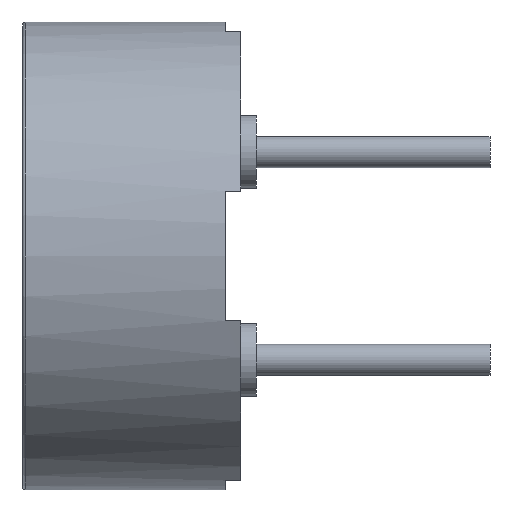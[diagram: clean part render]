
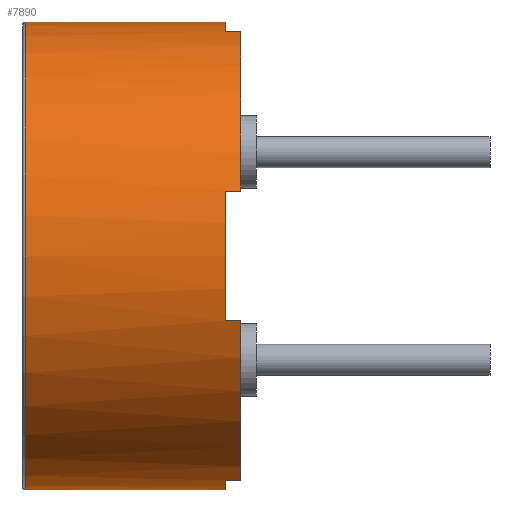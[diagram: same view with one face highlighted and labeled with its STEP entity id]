
A CAD part, left-side view. The second image highlights one B-rep face of the part: STEP entity #7890.
In plain terms, the highlighted cylindrical face has radius 4.5 mm (diameter 9 mm), a partial arc.
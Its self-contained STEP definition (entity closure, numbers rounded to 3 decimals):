
#35 = ORIENTED_EDGE ( 'NONE', *, *, #2250, .F. ) ;
#130 = CARTESIAN_POINT ( 'NONE',  ( 0., 0.3, 0. ) ) ;
#218 = VERTEX_POINT ( 'NONE', #5582 ) ;
#283 = CARTESIAN_POINT ( 'NONE',  ( 0., 0.3, 0. ) ) ;
#298 = VERTEX_POINT ( 'NONE', #2604 ) ;
#368 = DIRECTION ( 'NONE',  ( 0., 1., 0. ) ) ;
#402 = CARTESIAN_POINT ( 'NONE',  ( -4.323, 0., 1.25 ) ) ;
#445 = CARTESIAN_POINT ( 'NONE',  ( 0., 0.3, 0. ) ) ;
#455 = CARTESIAN_POINT ( 'NONE',  ( 0., 0., 0. ) ) ;
#629 = CIRCLE ( 'NONE', #2731, 4.5 ) ;
#720 = ORIENTED_EDGE ( 'NONE', *, *, #1583, .F. ) ;
#723 = LINE ( 'NONE', #5274, #5537 ) ;
#761 = DIRECTION ( 'NONE',  ( 0., 0., -1. ) ) ;
#911 = DIRECTION ( 'NONE',  ( 0., 0., -1. ) ) ;
#920 = CIRCLE ( 'NONE', #3662, 4.5 ) ;
#933 = FACE_OUTER_BOUND ( 'NONE', #4330, .T. ) ;
#1023 = EDGE_CURVE ( 'NONE', #7305, #5754, #5832, .T. ) ;
#1060 = EDGE_CURVE ( 'NONE', #5991, #218, #5633, .T. ) ;
#1067 = DIRECTION ( 'NONE',  ( 0., 0., -1. ) ) ;
#1098 = ORIENTED_EDGE ( 'NONE', *, *, #1281, .T. ) ;
#1110 = LINE ( 'NONE', #6650, #6110 ) ;
#1236 = CARTESIAN_POINT ( 'NONE',  ( -4.323, 0., -1.25 ) ) ;
#1281 = EDGE_CURVE ( 'NONE', #7247, #3157, #629, .T. ) ;
#1284 = DIRECTION ( 'NONE',  ( 0., -1., 0. ) ) ;
#1348 = AXIS2_PLACEMENT_3D ( 'NONE', #283, #4678, #911 ) ;
#1452 = CARTESIAN_POINT ( 'NONE',  ( 0., 0.3, -4.5 ) ) ;
#1583 = EDGE_CURVE ( 'NONE', #6370, #298, #723, .T. ) ;
#1619 = CARTESIAN_POINT ( 'NONE',  ( 0., 0., 0. ) ) ;
#1740 = EDGE_CURVE ( 'NONE', #298, #5991, #7868, .T. ) ;
#1774 = CIRCLE ( 'NONE', #1348, 4.5 ) ;
#1789 = ORIENTED_EDGE ( 'NONE', *, *, #4443, .T. ) ;
#1879 = DIRECTION ( 'NONE',  ( 0., -1., 0. ) ) ;
#1973 = EDGE_CURVE ( 'NONE', #3761, #2426, #3754, .T. ) ;
#2170 = VERTEX_POINT ( 'NONE', #7037 ) ;
#2197 = VECTOR ( 'NONE', #7614, 1000. ) ;
#2250 = EDGE_CURVE ( 'NONE', #5754, #2426, #1110, .T. ) ;
#2263 = DIRECTION ( 'NONE',  ( 0., 0., -1. ) ) ;
#2283 = EDGE_CURVE ( 'NONE', #6370, #6140, #920, .T. ) ;
#2426 = VERTEX_POINT ( 'NONE', #7002 ) ;
#2457 = DIRECTION ( 'NONE',  ( 0., -1., 0. ) ) ;
#2604 = CARTESIAN_POINT ( 'NONE',  ( -1.25, 0., 4.323 ) ) ;
#2688 = CARTESIAN_POINT ( 'NONE',  ( -1.25, 0., -4.323 ) ) ;
#2708 = VECTOR ( 'NONE', #3049, 1000. ) ;
#2731 = AXIS2_PLACEMENT_3D ( 'NONE', #6190, #2457, #6816 ) ;
#2787 = LINE ( 'NONE', #1236, #7167 ) ;
#2935 = DIRECTION ( 'NONE',  ( 0., 1., 0. ) ) ;
#2997 = AXIS2_PLACEMENT_3D ( 'NONE', #5642, #1879, #6254 ) ;
#3049 = DIRECTION ( 'NONE',  ( 0., -1., 0. ) ) ;
#3157 = VERTEX_POINT ( 'NONE', #6058 ) ;
#3193 = ORIENTED_EDGE ( 'NONE', *, *, #3428, .F. ) ;
#3240 = CARTESIAN_POINT ( 'NONE',  ( 0., 0., 4.5 ) ) ;
#3342 = EDGE_CURVE ( 'NONE', #2170, #7305, #2787, .T. ) ;
#3428 = EDGE_CURVE ( 'NONE', #7247, #6140, #3845, .T. ) ;
#3662 = AXIS2_PLACEMENT_3D ( 'NONE', #445, #4836, #1067 ) ;
#3754 = CIRCLE ( 'NONE', #5085, 4.5 ) ;
#3761 = VERTEX_POINT ( 'NONE', #1452 ) ;
#3845 = LINE ( 'NONE', #3240, #2197 ) ;
#4179 = ORIENTED_EDGE ( 'NONE', *, *, #1023, .F. ) ;
#4330 = EDGE_LOOP ( 'NONE', ( #3193, #1098, #7645, #5937, #35, #4179, #5794, #1789, #6560, #6181, #720, #7155 ) ) ;
#4443 = EDGE_CURVE ( 'NONE', #2170, #218, #1774, .T. ) ;
#4513 = DIRECTION ( 'NONE',  ( 0., 1., 0. ) ) ;
#4678 = DIRECTION ( 'NONE',  ( 0., 1., 0. ) ) ;
#4836 = DIRECTION ( 'NONE',  ( 0., 1., 0. ) ) ;
#4849 = DIRECTION ( 'NONE',  ( 0., 0., -1. ) ) ;
#5085 = AXIS2_PLACEMENT_3D ( 'NONE', #130, #4513, #761 ) ;
#5266 = CARTESIAN_POINT ( 'NONE',  ( 0., 4.15, 4.5 ) ) ;
#5274 = CARTESIAN_POINT ( 'NONE',  ( -1.25, 0., 4.323 ) ) ;
#5304 = CARTESIAN_POINT ( 'NONE',  ( -1.25, 0.3, 4.323 ) ) ;
#5383 = CARTESIAN_POINT ( 'NONE',  ( -4.323, 0., 1.25 ) ) ;
#5537 = VECTOR ( 'NONE', #7242, 1000. ) ;
#5582 = CARTESIAN_POINT ( 'NONE',  ( -4.323, 0.3, 1.25 ) ) ;
#5633 = LINE ( 'NONE', #5383, #6023 ) ;
#5642 = CARTESIAN_POINT ( 'NONE',  ( 0., 0., 0. ) ) ;
#5742 = CARTESIAN_POINT ( 'NONE',  ( 0., 0.3, 4.5 ) ) ;
#5754 = VERTEX_POINT ( 'NONE', #2688 ) ;
#5794 = ORIENTED_EDGE ( 'NONE', *, *, #3342, .F. ) ;
#5832 = CIRCLE ( 'NONE', #7904, 4.5 ) ;
#5937 = ORIENTED_EDGE ( 'NONE', *, *, #1973, .T. ) ;
#5991 = VERTEX_POINT ( 'NONE', #402 ) ;
#6002 = DIRECTION ( 'NONE',  ( 0., -1., 0. ) ) ;
#6023 = VECTOR ( 'NONE', #368, 1000. ) ;
#6058 = CARTESIAN_POINT ( 'NONE',  ( 0., 4.15, -4.5 ) ) ;
#6110 = VECTOR ( 'NONE', #2935, 1000. ) ;
#6140 = VERTEX_POINT ( 'NONE', #5742 ) ;
#6181 = ORIENTED_EDGE ( 'NONE', *, *, #1740, .F. ) ;
#6190 = CARTESIAN_POINT ( 'NONE',  ( 0., 4.15, 0. ) ) ;
#6254 = DIRECTION ( 'NONE',  ( 0., 0., -1. ) ) ;
#6353 = AXIS2_PLACEMENT_3D ( 'NONE', #455, #7321, #4849 ) ;
#6370 = VERTEX_POINT ( 'NONE', #5304 ) ;
#6560 = ORIENTED_EDGE ( 'NONE', *, *, #1060, .F. ) ;
#6650 = CARTESIAN_POINT ( 'NONE',  ( -1.25, 0., -4.323 ) ) ;
#6816 = DIRECTION ( 'NONE',  ( 0., 0., -1. ) ) ;
#7002 = CARTESIAN_POINT ( 'NONE',  ( -1.25, 0.3, -4.323 ) ) ;
#7037 = CARTESIAN_POINT ( 'NONE',  ( -4.323, 0.3, -1.25 ) ) ;
#7155 = ORIENTED_EDGE ( 'NONE', *, *, #2283, .T. ) ;
#7167 = VECTOR ( 'NONE', #1284, 1000. ) ;
#7185 = CYLINDRICAL_SURFACE ( 'NONE', #6353, 4.5 ) ;
#7187 = CARTESIAN_POINT ( 'NONE',  ( -4.323, 0., -1.25 ) ) ;
#7242 = DIRECTION ( 'NONE',  ( 0., -1., 0. ) ) ;
#7247 = VERTEX_POINT ( 'NONE', #5266 ) ;
#7290 = LINE ( 'NONE', #7410, #2708 ) ;
#7305 = VERTEX_POINT ( 'NONE', #7187 ) ;
#7321 = DIRECTION ( 'NONE',  ( 0., -1., 0. ) ) ;
#7360 = EDGE_CURVE ( 'NONE', #3157, #3761, #7290, .T. ) ;
#7410 = CARTESIAN_POINT ( 'NONE',  ( 0., 0., -4.5 ) ) ;
#7614 = DIRECTION ( 'NONE',  ( 0., -1., 0. ) ) ;
#7645 = ORIENTED_EDGE ( 'NONE', *, *, #7360, .T. ) ;
#7868 = CIRCLE ( 'NONE', #2997, 4.5 ) ;
#7890 = ADVANCED_FACE ( 'NONE', ( #933 ), #7185, .T. ) ;
#7904 = AXIS2_PLACEMENT_3D ( 'NONE', #1619, #6002, #2263 ) ;
